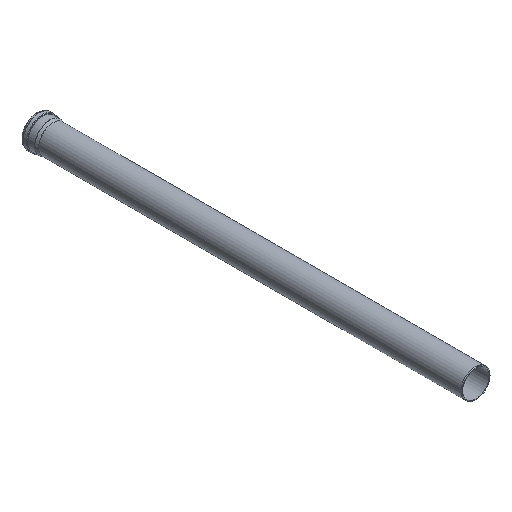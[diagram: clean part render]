
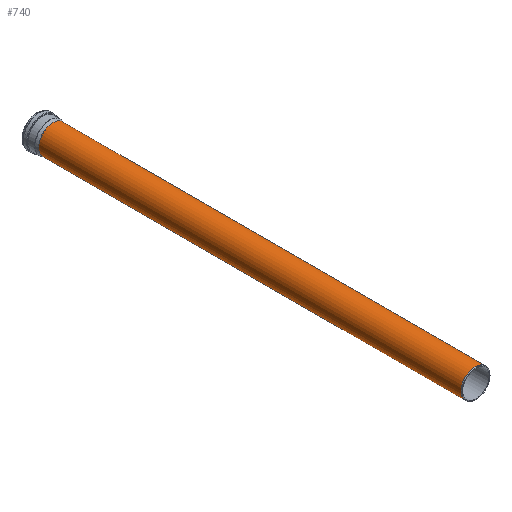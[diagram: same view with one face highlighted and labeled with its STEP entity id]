
A CAD part, isometric view. The second image highlights one B-rep face of the part: STEP entity #740.
In plain terms, the highlighted cylindrical face has radius 200 mm (diameter 400 mm), a full revolution.
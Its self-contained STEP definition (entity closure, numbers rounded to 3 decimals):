
#53=FACE_OUTER_BOUND('',#90,.T.);
#90=EDGE_LOOP('',(#518,#519,#520,#521,#522,#523));
#127=LINE('',#1286,#144);
#144=VECTOR('',#993,200.);
#175=CIRCLE('',#813,200.);
#176=CIRCLE('',#814,200.);
#177=CIRCLE('',#816,200.);
#178=CIRCLE('',#817,200.);
#279=VERTEX_POINT('',#1276);
#280=VERTEX_POINT('',#1277);
#281=VERTEX_POINT('',#1282);
#282=VERTEX_POINT('',#1283);
#375=EDGE_CURVE('',#279,#280,#175,.T.);
#376=EDGE_CURVE('',#280,#279,#176,.T.);
#378=EDGE_CURVE('',#281,#282,#177,.T.);
#379=EDGE_CURVE('',#282,#281,#178,.T.);
#380=EDGE_CURVE('',#282,#280,#127,.T.);
#518=ORIENTED_EDGE('',*,*,#378,.F.);
#519=ORIENTED_EDGE('',*,*,#379,.F.);
#520=ORIENTED_EDGE('',*,*,#380,.T.);
#521=ORIENTED_EDGE('',*,*,#376,.T.);
#522=ORIENTED_EDGE('',*,*,#375,.T.);
#523=ORIENTED_EDGE('',*,*,#380,.F.);
#727=CYLINDRICAL_SURFACE('',#815,200.);
#740=ADVANCED_FACE('',(#53),#727,.T.);
#813=AXIS2_PLACEMENT_3D('',#1278,#982,#983);
#814=AXIS2_PLACEMENT_3D('',#1279,#984,#985);
#815=AXIS2_PLACEMENT_3D('',#1281,#987,#988);
#816=AXIS2_PLACEMENT_3D('',#1284,#989,#990);
#817=AXIS2_PLACEMENT_3D('',#1285,#991,#992);
#982=DIRECTION('center_axis',(0.,-1.,0.));
#983=DIRECTION('ref_axis',(1.,0.,0.));
#984=DIRECTION('center_axis',(0.,-1.,0.));
#985=DIRECTION('ref_axis',(1.,0.,0.));
#987=DIRECTION('center_axis',(0.,-1.,0.));
#988=DIRECTION('ref_axis',(1.,0.,0.));
#989=DIRECTION('center_axis',(0.,-1.,0.));
#990=DIRECTION('ref_axis',(1.,0.,0.));
#991=DIRECTION('center_axis',(0.,-1.,0.));
#992=DIRECTION('ref_axis',(1.,0.,0.));
#993=DIRECTION('',(0.,1.,0.));
#1276=CARTESIAN_POINT('',(200.,-43.498,0.));
#1277=CARTESIAN_POINT('',(-200.,-43.498,0.));
#1278=CARTESIAN_POINT('Origin',(0.,-43.498,
0.));
#1279=CARTESIAN_POINT('Origin',(0.,-43.498,
0.));
#1281=CARTESIAN_POINT('Origin',(0.,-3025.199,
0.));
#1282=CARTESIAN_POINT('',(200.,-6006.9,0.));
#1283=CARTESIAN_POINT('',(-200.,-6006.9,0.));
#1284=CARTESIAN_POINT('Origin',(0.,-6006.9,0.));
#1285=CARTESIAN_POINT('Origin',(0.,-6006.9,0.));
#1286=CARTESIAN_POINT('',(-200.,-3025.199,0.));
